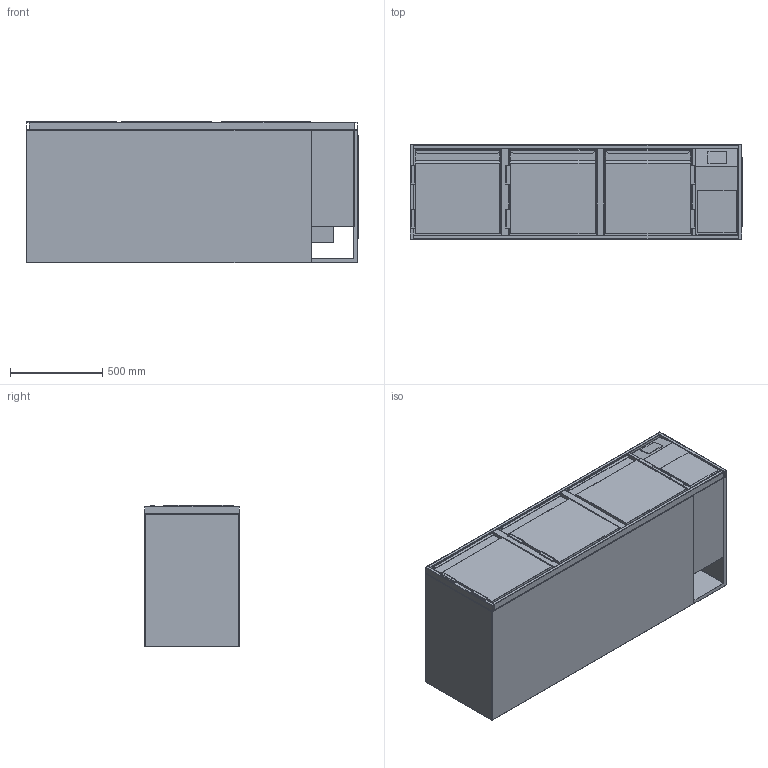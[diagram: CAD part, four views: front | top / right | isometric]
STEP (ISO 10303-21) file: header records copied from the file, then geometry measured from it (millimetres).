
FILE_DESCRIPTION (( 'STEP AP203' ), '1' );
FILE_NAME ('G-BKE-3-51-R-3T.step', '2024-02-26T13:37:59', ( '' ), ( '' ), 'SwSTEP 2.0', 'SolidWorks 2023', '' );
FILE_SCHEMA (( 'CONFIG_CONTROL_DESIGN' ));
Length unit declared in the file: millimetre
Products named in the file (10): 21-01-47565_G-KT-FRR-510-1795--1545B-250; 18-06-35404_TUER-460-455-L; 20-03-43319_G-BK-Einbauelement-Tür-475-760-510-R; 18-06-35404_TUER-460-455-R; 20-03-43318_G-KT-Rahmen-Tür-475-510; G-BKE-3-51-R-3T; 24-02-55012_G-KT-Korpus-1545-760-510-R; 20-03-43319_G-BK-Einbauelement-Tür-475-760-510-L; 24-02-55011_G-KT-Fach-S-R-250-760-510; 20-03-43331_G-KT-Auflage-475-760-ohne-Rost
Assembly tree (16 placements, depth 3):
  G-BKE-3-51-R-3T
    24-02-55012_G-KT-Korpus-1545-760-510-R
    21-01-47565_G-KT-FRR-510-1795--1545B-250
    24-02-55011_G-KT-Fach-S-R-250-760-510
    20-03-43319_G-BK-Einbauelement-Tür-475-760-510-L  x2
      20-03-43318_G-KT-Rahmen-Tür-475-510
      18-06-35404_TUER-460-455-L
      20-03-43331_G-KT-Auflage-475-760-ohne-Rost
    20-03-43319_G-BK-Einbauelement-Tür-475-760-510-R
      20-03-43318_G-KT-Rahmen-Tür-475-510
      18-06-35404_TUER-460-455-R
      20-03-43331_G-KT-Auflage-475-760-ohne-Rost  x3
Bounding box: 1796 x 510 x 767.5 mm (x, y, z)
Volume: 183554060.8 mm3; surface area: 15288558.6 mm2
Topology: 39 solids, 39 shells, 1073 faces, 2525 edges, 1506 vertices
Faces by surface type: plane 605, cylinder 353, torus 48, sphere 46, bspline 21
Entity records: 19828 total; most frequent: CARTESIAN_POINT 3696, DIRECTION 3172, ORIENTED_EDGE 3032, EDGE_CURVE 1516, AXIS2_PLACEMENT_3D 1092, VECTOR 988, LINE 988, VERTEX_POINT 932
